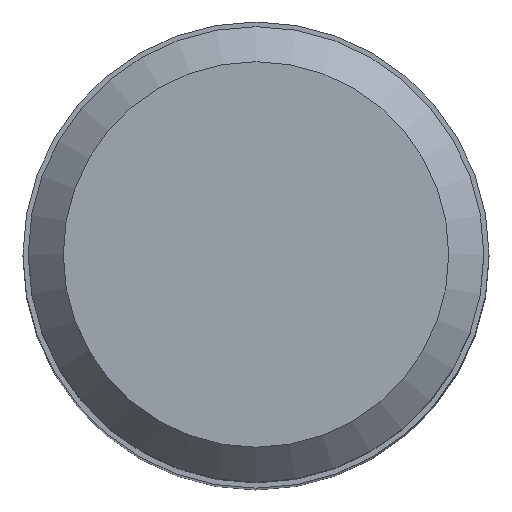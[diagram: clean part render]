
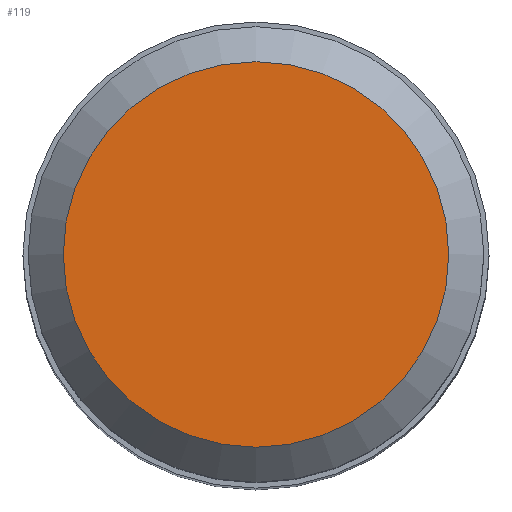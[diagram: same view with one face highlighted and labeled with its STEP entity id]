
A CAD part, top view. The second image highlights one B-rep face of the part: STEP entity #119.
In plain terms, the highlighted planar face has unit normal (0, 0, 1).
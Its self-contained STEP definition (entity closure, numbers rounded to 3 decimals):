
#22=PLANE('',#156);
#31=FACE_OUTER_BOUND('',#42,.T.);
#42=EDGE_LOOP('',(#107));
#60=CIRCLE('',#155,5.5);
#68=VERTEX_POINT('',#225);
#81=EDGE_CURVE('',#68,#68,#60,.T.);
#107=ORIENTED_EDGE('',*,*,#81,.F.);
#119=ADVANCED_FACE('',(#31),#22,.F.);
#155=AXIS2_PLACEMENT_3D('',#227,#194,#195);
#156=AXIS2_PLACEMENT_3D('',#228,#196,#197);
#194=DIRECTION('center_axis',(0.,0.,-1.));
#195=DIRECTION('ref_axis',(-1.,0.,0.));
#196=DIRECTION('center_axis',(0.,0.,-1.));
#197=DIRECTION('ref_axis',(-1.,0.,0.));
#225=CARTESIAN_POINT('',(5.5,0.,100.));
#227=CARTESIAN_POINT('Origin',(0.,0.,100.));
#228=CARTESIAN_POINT('Origin',(0.,0.,100.));
